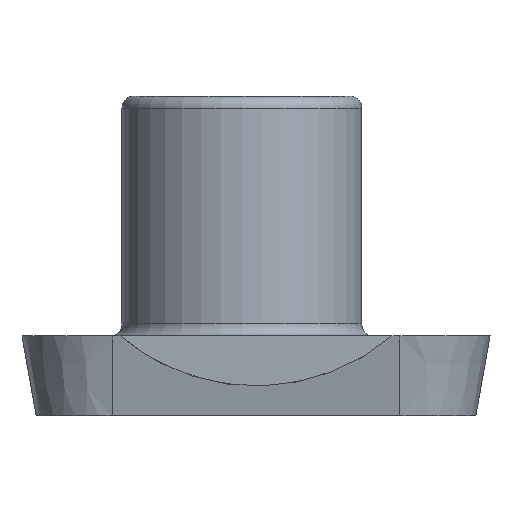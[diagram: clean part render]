
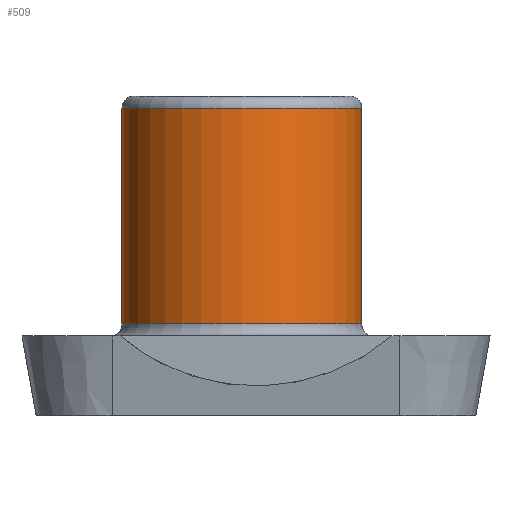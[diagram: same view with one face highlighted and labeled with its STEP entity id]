
A CAD part, left-side view. The second image highlights one B-rep face of the part: STEP entity #509.
In plain terms, the highlighted cylindrical face has radius 3 mm (diameter 6 mm), a full revolution.
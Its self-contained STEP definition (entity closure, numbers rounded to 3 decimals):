
#42=LINE('',#809,#84);
#84=VECTOR('',#644,3.);
#126=CYLINDRICAL_SURFACE('',#562,3.);
#137=FACE_OUTER_BOUND('',#167,.T.);
#167=EDGE_LOOP('',(#365,#366,#367,#368,#369));
#202=CIRCLE('',#560,3.);
#203=CIRCLE('',#561,3.);
#204=CIRCLE('',#563,3.);
#228=VERTEX_POINT('',#802);
#229=VERTEX_POINT('',#804);
#230=VERTEX_POINT('',#808);
#281=EDGE_CURVE('',#228,#229,#202,.T.);
#282=EDGE_CURVE('',#229,#228,#203,.T.);
#283=EDGE_CURVE('',#229,#230,#42,.T.);
#284=EDGE_CURVE('',#230,#230,#204,.T.);
#365=ORIENTED_EDGE('',*,*,#282,.F.);
#366=ORIENTED_EDGE('',*,*,#283,.T.);
#367=ORIENTED_EDGE('',*,*,#284,.F.);
#368=ORIENTED_EDGE('',*,*,#283,.F.);
#369=ORIENTED_EDGE('',*,*,#281,.F.);
#509=ADVANCED_FACE('',(#137),#126,.T.);
#560=AXIS2_PLACEMENT_3D('',#805,#638,#639);
#561=AXIS2_PLACEMENT_3D('',#806,#640,#641);
#562=AXIS2_PLACEMENT_3D('',#807,#642,#643);
#563=AXIS2_PLACEMENT_3D('',#810,#645,#646);
#638=DIRECTION('center_axis',(0.,0.,1.));
#639=DIRECTION('ref_axis',(-1.,0.,0.));
#640=DIRECTION('center_axis',(0.,0.,1.));
#641=DIRECTION('ref_axis',(-1.,0.,0.));
#642=DIRECTION('center_axis',(0.,0.,1.));
#643=DIRECTION('ref_axis',(-1.,0.,0.));
#644=DIRECTION('',(0.,0.,-1.));
#645=DIRECTION('center_axis',(0.,0.,-1.));
#646=DIRECTION('ref_axis',(-1.,0.,0.));
#802=CARTESIAN_POINT('',(14.377,5.853,7.7));
#804=CARTESIAN_POINT('',(20.377,5.853,7.7));
#805=CARTESIAN_POINT('Origin',(17.377,5.853,7.7));
#806=CARTESIAN_POINT('Origin',(17.377,5.853,7.7));
#807=CARTESIAN_POINT('Origin',(17.377,5.853,2.));
#808=CARTESIAN_POINT('',(20.377,5.853,2.3));
#809=CARTESIAN_POINT('',(20.377,5.853,2.));
#810=CARTESIAN_POINT('Origin',(17.377,5.853,2.3));
